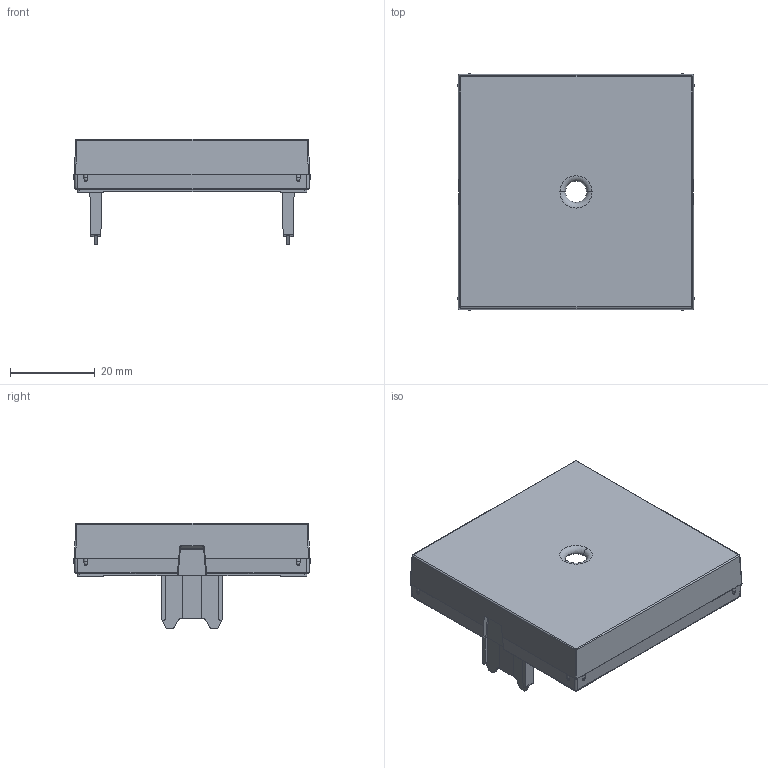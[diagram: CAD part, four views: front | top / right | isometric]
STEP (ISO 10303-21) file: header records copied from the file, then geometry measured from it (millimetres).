
FILE_DESCRIPTION((''),'2;1');
FILE_NAME('WAF1048_GEN_ASM','2025-03-13T09:23:44',('colosir'),(''),'CREO PARAMETRIC BY PTC INC, 2023154','CREO PARAMETRIC BY PTC INC, 2023154','');
FILE_SCHEMA(('AUTOMOTIVE_DESIGN { 1 0 10303 214 1 1 1 1 }'));
Length unit declared in the file: millimetre
Products named in the file (3): W4G0204_18; W1A2313_GEN; WAF1048_GEN_ASM
Assembly tree (2 placements, depth 2):
  WAF1048_GEN_ASM
    W4G0204_18
    W1A2313_GEN
Bounding box: 55.9 x 55.9 x 24.95 mm (x, y, z)
Volume: 9907.9 mm3; surface area: 12665.5 mm2
Topology: 1 solids, 1 shells, 625 faces, 1745 edges, 1142 vertices
Faces by surface type: plane 388, cylinder 94, extrusion 87, cone 20, bspline 20, torus 12, sphere 4
Entity records: 22627 total; most frequent: CARTESIAN_POINT 7122, ORIENTED_EDGE 3490, DIRECTION 2640, EDGE_CURVE 1745, VECTOR 1330, LINE 1243, VERTEX_POINT 1142, AXIS2_PLACEMENT_3D 655
